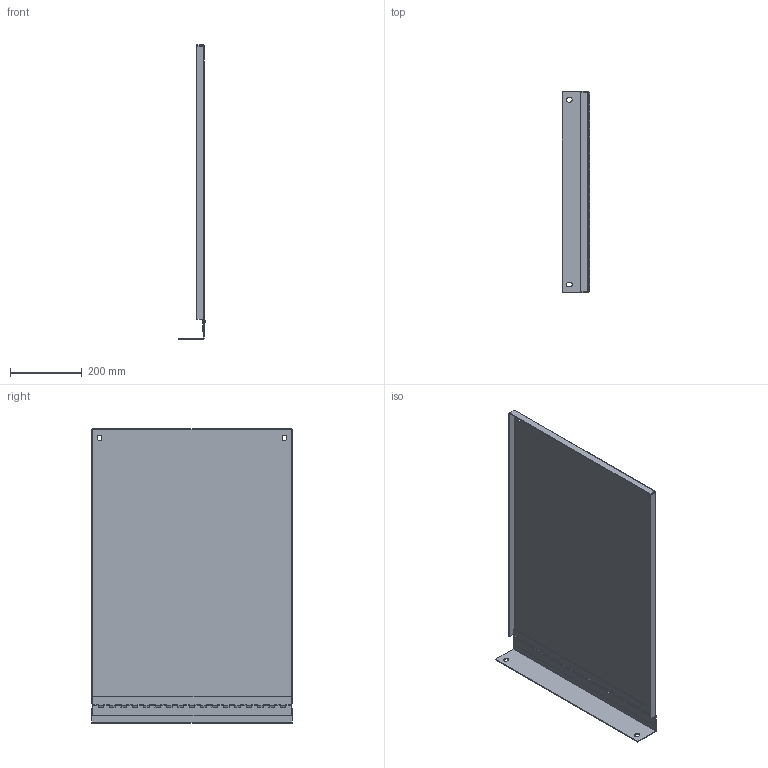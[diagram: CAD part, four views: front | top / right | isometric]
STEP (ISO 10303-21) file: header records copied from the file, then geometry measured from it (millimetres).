
FILE_DESCRIPTION (( 'STEP AP214' ), '1' );
FILE_NAME ('WC1436P1.STEP', '2015-04-08T20:48:16', ( '' ), ( '' ), 'SwSTEP 2.0', 'SolidWorks 2014', '' );
FILE_SCHEMA (( 'AUTOMOTIVE_DESIGN' ));
Length unit declared in the file: inch
Products named in the file (6): WC1436P1_DOOR; WC1436P1_OUTHINGE; WC1436P1_INHINGE; WC1436P1_HINGEPIN; WC1436P1_FLANGE; WC1436P1
Assembly tree (5 placements, depth 2):
  WC1436P1
    WC1436P1_FLANGE
    WC1436P1_HINGEPIN
    WC1436P1_INHINGE
    WC1436P1_OUTHINGE
    WC1436P1_DOOR
Bounding box: 75.67 x 560.39 x 819.8 mm (x, y, z)
Volume: 1495170.4 mm3; surface area: 1147491.1 mm2
Topology: 5 solids, 5 shells, 286 faces, 796 edges, 520 vertices
Faces by surface type: plane 155, cylinder 127, bspline 4
Entity records: 9784 total; most frequent: CARTESIAN_POINT 1822, DIRECTION 1614, ORIENTED_EDGE 1592, EDGE_CURVE 796, LINE 542, VECTOR 542, AXIS2_PLACEMENT_3D 536, VERTEX_POINT 520
